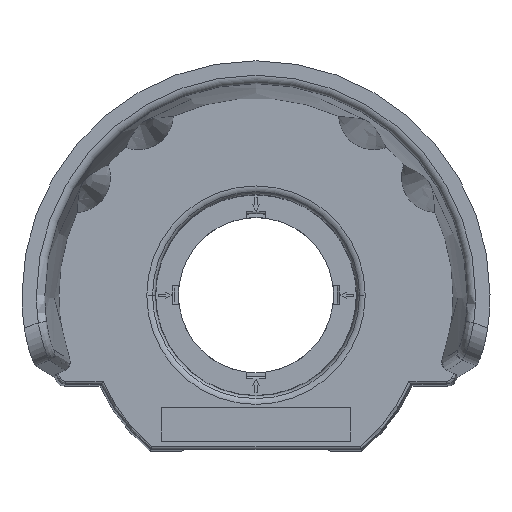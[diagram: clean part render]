
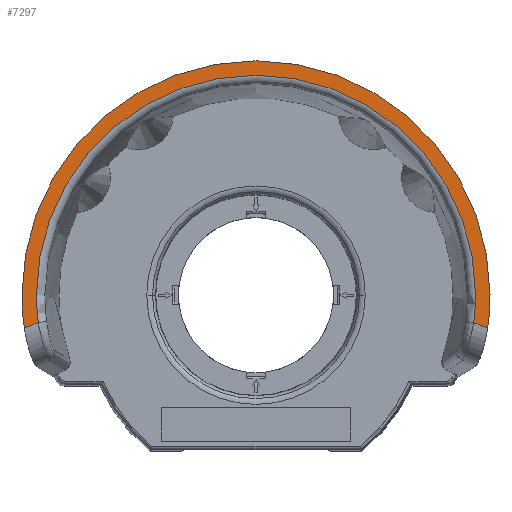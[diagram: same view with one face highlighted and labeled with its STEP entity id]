
A CAD part, top view. The second image highlights one B-rep face of the part: STEP entity #7297.
In plain terms, the highlighted planar face has unit normal (0, 0, 1).
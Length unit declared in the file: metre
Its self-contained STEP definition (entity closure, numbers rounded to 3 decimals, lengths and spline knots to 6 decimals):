
#947=CARTESIAN_POINT('',(0.041576,-0.006003,0.043));
#984=CARTESIAN_POINT('',(-0.041576,-0.006003,0.043));
#1886=DIRECTION('',(0.926,0.378,0.));
#1887=VECTOR('',#1886,0.002687);
#1888=CARTESIAN_POINT('',(-0.041576,-0.006003,0.043));
#1889=LINE('',#1888,#1887);
#1893=CARTESIAN_POINT('',(0.,0.,0.043));
#1894=DIRECTION('',(0.,0.,1.));
#1895=DIRECTION('',(-1.,0.,0.));
#1896=AXIS2_PLACEMENT_3D('',#1893,#1894,#1895);
#1901=CARTESIAN_POINT('',(0.,0.,0.043));
#1902=DIRECTION('',(0.,0.,1.));
#1903=DIRECTION('',(1.,0.,0.));
#1904=AXIS2_PLACEMENT_3D('',#1901,#1902,#1903);
#1909=CARTESIAN_POINT('',(0.,0.,0.043));
#1910=DIRECTION('',(0.,0.,1.));
#1911=DIRECTION('',(0.99,-0.143,0.));
#1912=AXIS2_PLACEMENT_3D('',#1909,#1910,#1911);
#1917=DIRECTION('',(0.926,-0.378,0.));
#1918=VECTOR('',#1917,0.002687);
#1919=CARTESIAN_POINT('',(0.039089,-0.004986,
0.043));
#1920=LINE('',#1919,#1918);
#1924=CARTESIAN_POINT('',(0.,0.,0.043));
#1925=DIRECTION('',(0.,0.,-1.));
#1926=DIRECTION('',(1.,0.,0.));
#1927=AXIS2_PLACEMENT_3D('',#1924,#1925,#1926);
#1932=CARTESIAN_POINT('',(0.,0.,0.043));
#1933=DIRECTION('',(0.,0.,-1.));
#1934=DIRECTION('',(-1.,0.,0.));
#1935=AXIS2_PLACEMENT_3D('',#1932,#1933,#1934);
#1940=CARTESIAN_POINT('',(0.,0.,0.043));
#1941=DIRECTION('',(0.,0.,-1.));
#1942=DIRECTION('',(-0.992,-0.127,0.));
#1943=AXIS2_PLACEMENT_3D('',#1940,#1941,#1942);
#6275=VERTEX_POINT('',#947);
#6277=VERTEX_POINT('',#984);
#6279=CARTESIAN_POINT('',(0.039089,-0.004986,0.043));
#6281=VERTEX_POINT('',#6279);
#6283=CARTESIAN_POINT('',(-0.039089,-0.004986,
0.043));
#6285=VERTEX_POINT('',#6283);
#6333=CARTESIAN_POINT('',(0.039406,0.,0.043));
#6334=VERTEX_POINT('',#6333);
#6335=CARTESIAN_POINT('',(-0.039406,0.,0.043));
#6336=VERTEX_POINT('',#6335);
#6546=CARTESIAN_POINT('',(0.042007,0.,0.043));
#6547=VERTEX_POINT('',#6546);
#6548=CARTESIAN_POINT('',(-0.042007,0.,0.043));
#6549=VERTEX_POINT('',#6548);
#7278=CARTESIAN_POINT('',(0.039,0.,0.043));
#7279=DIRECTION('',(0.,0.,-1.));
#7280=DIRECTION('',(-1.,0.,0.));
#7281=AXIS2_PLACEMENT_3D('',#7278,#7279,#7280);
#7282=PLANE('',#7281);
#7283=ORIENTED_EDGE('',*,*,#7265,.F.);
#7284=ORIENTED_EDGE('',*,*,#6879,.F.);
#7285=ORIENTED_EDGE('',*,*,#6877,.F.);
#7286=ORIENTED_EDGE('',*,*,#6875,.F.);
#7288=ORIENTED_EDGE('',*,*,#7287,.F.);
#7290=ORIENTED_EDGE('',*,*,#7289,.F.);
#7292=ORIENTED_EDGE('',*,*,#7291,.F.);
#7294=ORIENTED_EDGE('',*,*,#7293,.F.);
#7295=EDGE_LOOP('',(#7283,#7284,#7285,#7286,#7288,#7290,#7292,#7294));
#7296=FACE_OUTER_BOUND('',#7295,.F.);
#1897=CIRCLE('',#1896,0.042007);
#1905=CIRCLE('',#1904,0.042007);
#1913=CIRCLE('',#1912,0.042007);
#1928=CIRCLE('',#1927,0.039406);
#1936=CIRCLE('',#1935,0.039406);
#1944=CIRCLE('',#1943,0.039406);
#6875=EDGE_CURVE('',#6275,#6547,#1913,.T.);
#6877=EDGE_CURVE('',#6547,#6549,#1905,.T.);
#6879=EDGE_CURVE('',#6549,#6277,#1897,.T.);
#7265=EDGE_CURVE('',#6277,#6285,#1889,.T.);
#7287=EDGE_CURVE('',#6281,#6275,#1920,.T.);
#7289=EDGE_CURVE('',#6334,#6281,#1928,.T.);
#7291=EDGE_CURVE('',#6336,#6334,#1936,.T.);
#7293=EDGE_CURVE('',#6285,#6336,#1944,.T.);
#7297=ADVANCED_FACE('',(#7296),#7282,.F.);
